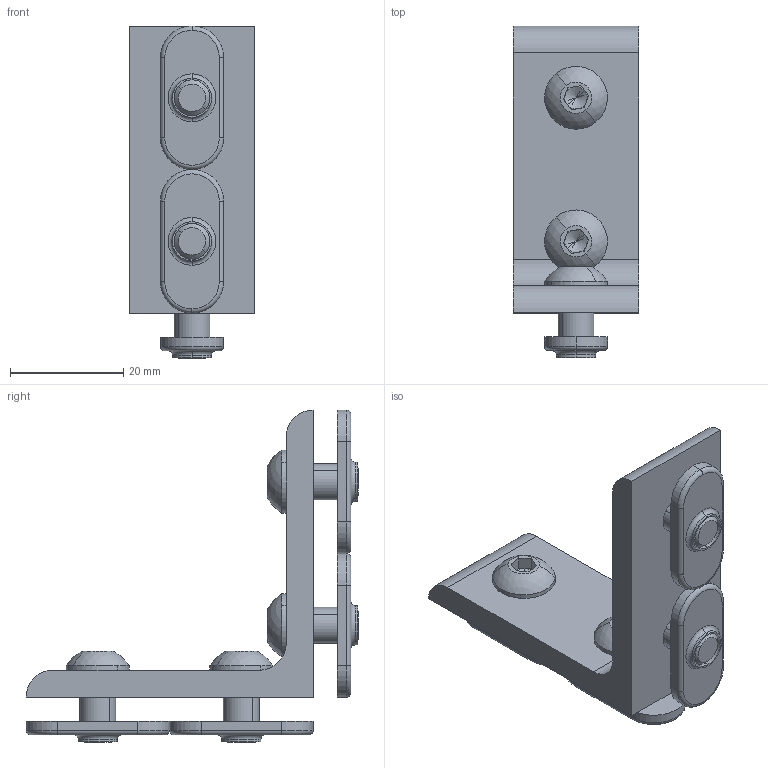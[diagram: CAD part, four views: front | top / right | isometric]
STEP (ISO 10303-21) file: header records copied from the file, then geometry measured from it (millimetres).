
FILE_DESCRIPTION (( 'STEP AP203' ), '1' );
FILE_NAME ('653052.SLDASM.step', '2003-10-13T11:21:31', ( 'Jerry Winters' ), ( 'GoEngineer' ), 'SwSTEP 2.0', 'SolidWorks 2003174', '' );
FILE_SCHEMA (( 'CONFIG_CONTROL_DESIGN' ));
Length unit declared in the file: inch
Products named in the file (6): 653052.SLDASM; Inside Corner Brackets (STD)_653052; 651171; 651163; 651021; Socket Button Head Cap Screw_AI_SBHCSCREW 0.25-20x0.5-HX-C
Assembly tree (8 placements, depth 4):
  653052.SLDASM
    651171  x4
      651163
      651021
        Socket Button Head Cap Screw_AI_SBHCSCREW 0.25-20x0.5-HX-C
    Inside Corner Brackets (STD)_653052
Bounding box: 22.23 x 58.74 x 58.74 mm (x, y, z)
Volume: 14077.6 mm3; surface area: 10227.9 mm2
Topology: 9 solids, 9 shells, 193 faces, 439 edges, 266 vertices
Faces by surface type: plane 86, cylinder 63, torus 20, cone 16, sphere 8
Entity records: 2561 total; most frequent: DIRECTION 360, CARTESIAN_POINT 331, ORIENTED_EDGE 292, EDGE_CURVE 146, AXIS2_PLACEMENT_3D 144, VERTEX_POINT 92, EDGE_LOOP 72, LINE 72
